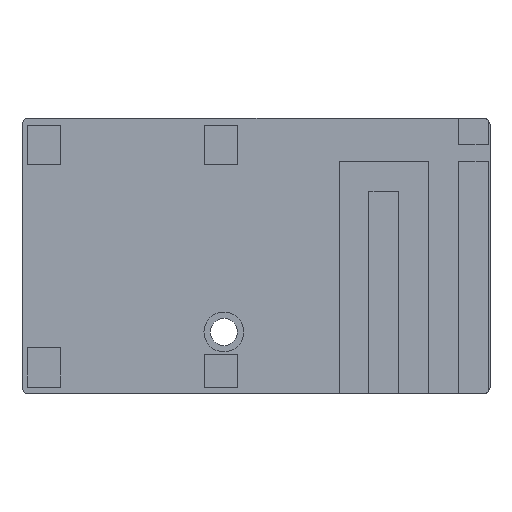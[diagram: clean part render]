
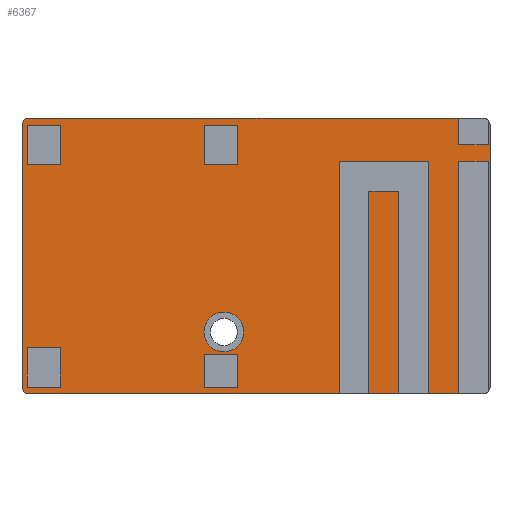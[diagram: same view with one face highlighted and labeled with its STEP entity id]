
A CAD part, front view. The second image highlights one B-rep face of the part: STEP entity #6367.
In plain terms, the highlighted planar face has unit normal (0, -1, 0).
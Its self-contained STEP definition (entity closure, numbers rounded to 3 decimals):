
#99 = AXIS2_PLACEMENT_3D ( 'NONE', #28593, #28801, #23934 ) ;
#161 = DIRECTION ( 'NONE',  ( 0., 0., -1. ) ) ;
#210 = VERTEX_POINT ( 'NONE', #14472 ) ;
#289 = DIRECTION ( 'NONE',  ( 0., 0., -1. ) ) ;
#603 = AXIS2_PLACEMENT_3D ( 'NONE', #11778, #4588, #289 ) ;
#781 = CARTESIAN_POINT ( 'NONE',  ( 41.412, -2., -92.376 ) ) ;
#1170 = EDGE_CURVE ( 'NONE', #210, #13068, #3871, .T. ) ;
#1756 = AXIS2_PLACEMENT_3D ( 'NONE', #17065, #14844, #17252 ) ;
#1775 = CIRCLE ( 'NONE', #603, 0.2 ) ;
#2151 = DIRECTION ( 'NONE',  ( 0., 0., 1. ) ) ;
#2458 = EDGE_CURVE ( 'NONE', #6535, #29471, #25136, .T. ) ;
#2981 = DIRECTION ( 'NONE',  ( 0., 0., -1. ) ) ;
#3567 = FACE_BOUND ( 'NONE', #28759, .T. ) ;
#3626 = DIRECTION ( 'NONE',  ( 0., 0., -1. ) ) ;
#3871 = CIRCLE ( 'NONE', #26910, 0.6 ) ;
#4295 = EDGE_CURVE ( 'NONE', #13068, #210, #13498, .T. ) ;
#4307 = DIRECTION ( 'NONE',  ( -1., 0., 0. ) ) ;
#4588 = DIRECTION ( 'NONE',  ( 0., 1., 0. ) ) ;
#4735 = ORIENTED_EDGE ( 'NONE', *, *, #5099, .F. ) ;
#5073 = CARTESIAN_POINT ( 'NONE',  ( 33.572, -2., -90.515 ) ) ;
#5099 = EDGE_CURVE ( 'NONE', #19702, #29238, #9422, .T. ) ;
#5277 = CARTESIAN_POINT ( 'NONE',  ( 41.591, -2., -84.255 ) ) ;
#5846 = CARTESIAN_POINT ( 'NONE',  ( 0., -2., 0. ) ) ;
#6367 = ADVANCED_FACE ( 'NONE', ( #3567, #27477 ), #24363, .T. ) ;
#6535 = VERTEX_POINT ( 'NONE', #22540 ) ;
#6576 = DIRECTION ( 'NONE',  ( 0., 0., -1. ) ) ;
#7290 = CARTESIAN_POINT ( 'NONE',  ( 27.491, -2., -84.255 ) ) ;
#8006 = VERTEX_POINT ( 'NONE', #5277 ) ;
#9241 = EDGE_CURVE ( 'NONE', #18832, #29238, #15834, .T. ) ;
#9380 = ORIENTED_EDGE ( 'NONE', *, *, #25119, .F. ) ;
#9422 = CIRCLE ( 'NONE', #19474, 0.2 ) ;
#9888 = DIRECTION ( 'NONE',  ( 1., 0., 0. ) ) ;
#9984 = CARTESIAN_POINT ( 'NONE',  ( 27.491, -2., -84.076 ) ) ;
#10519 = DIRECTION ( 'NONE',  ( 0., -1., 0. ) ) ;
#11303 = CARTESIAN_POINT ( 'NONE',  ( 41.591, -2., -92.376 ) ) ;
#11759 = DIRECTION ( 'NONE',  ( 0., -1., 0. ) ) ;
#11778 = CARTESIAN_POINT ( 'NONE',  ( 27.69, -2., -92.177 ) ) ;
#11943 = ORIENTED_EDGE ( 'NONE', *, *, #9241, .T. ) ;
#12357 = ORIENTED_EDGE ( 'NONE', *, *, #18308, .T. ) ;
#12428 = EDGE_CURVE ( 'NONE', #6535, #8006, #25090, .T. ) ;
#13068 = VERTEX_POINT ( 'NONE', #26276 ) ;
#13073 = LINE ( 'NONE', #28687, #23515 ) ;
#13429 = VECTOR ( 'NONE', #28283, 1000. ) ;
#13498 = CIRCLE ( 'NONE', #15580, 0.6 ) ;
#14472 = CARTESIAN_POINT ( 'NONE',  ( 33.572, -2., -89.915 ) ) ;
#14844 = DIRECTION ( 'NONE',  ( 0., 1., 0. ) ) ;
#15580 = AXIS2_PLACEMENT_3D ( 'NONE', #27870, #27766, #2981 ) ;
#15674 = AXIS2_PLACEMENT_3D ( 'NONE', #5846, #10519, #3626 ) ;
#15834 = LINE ( 'NONE', #17942, #17254 ) ;
#16112 = CARTESIAN_POINT ( 'NONE',  ( 41.412, -2., -84.076 ) ) ;
#16893 = CARTESIAN_POINT ( 'NONE',  ( 27.67, -2., -84.076 ) ) ;
#17065 = CARTESIAN_POINT ( 'NONE',  ( 41.392, -2., -84.275 ) ) ;
#17252 = DIRECTION ( 'NONE',  ( 0., 0., -1. ) ) ;
#17254 = VECTOR ( 'NONE', #4307, 1000. ) ;
#17828 = ORIENTED_EDGE ( 'NONE', *, *, #18384, .T. ) ;
#17942 = CARTESIAN_POINT ( 'NONE',  ( 41.591, -2., -84.076 ) ) ;
#18308 = EDGE_CURVE ( 'NONE', #19702, #18849, #28971, .T. ) ;
#18384 = EDGE_CURVE ( 'NONE', #22726, #29471, #13073, .T. ) ;
#18832 = VERTEX_POINT ( 'NONE', #16112 ) ;
#18849 = VERTEX_POINT ( 'NONE', #20652 ) ;
#19382 = EDGE_CURVE ( 'NONE', #18832, #8006, #26043, .T. ) ;
#19474 = AXIS2_PLACEMENT_3D ( 'NONE', #23135, #25091, #6576 ) ;
#19702 = VERTEX_POINT ( 'NONE', #7290 ) ;
#20652 = CARTESIAN_POINT ( 'NONE',  ( 27.491, -2., -92.197 ) ) ;
#22540 = CARTESIAN_POINT ( 'NONE',  ( 41.591, -2., -92.197 ) ) ;
#22609 = ORIENTED_EDGE ( 'NONE', *, *, #1170, .F. ) ;
#22726 = VERTEX_POINT ( 'NONE', #26429 ) ;
#23135 = CARTESIAN_POINT ( 'NONE',  ( 27.69, -2., -84.275 ) ) ;
#23515 = VECTOR ( 'NONE', #9888, 1000. ) ;
#23827 = EDGE_LOOP ( 'NONE', ( #29068, #25402, #27554, #11943, #4735, #12357, #9380, #17828 ) ) ;
#23934 = DIRECTION ( 'NONE',  ( 0., 0., -1. ) ) ;
#24363 = PLANE ( 'NONE',  #15674 ) ;
#25090 = LINE ( 'NONE', #11303, #26185 ) ;
#25091 = DIRECTION ( 'NONE',  ( 0., 1., 0. ) ) ;
#25119 = EDGE_CURVE ( 'NONE', #22726, #18849, #1775, .T. ) ;
#25136 = CIRCLE ( 'NONE', #99, 0.2 ) ;
#25402 = ORIENTED_EDGE ( 'NONE', *, *, #12428, .T. ) ;
#26043 = CIRCLE ( 'NONE', #1756, 0.2 ) ;
#26185 = VECTOR ( 'NONE', #2151, 1000. ) ;
#26276 = CARTESIAN_POINT ( 'NONE',  ( 33.572, -2., -91.115 ) ) ;
#26429 = CARTESIAN_POINT ( 'NONE',  ( 27.67, -2., -92.376 ) ) ;
#26910 = AXIS2_PLACEMENT_3D ( 'NONE', #5073, #11759, #161 ) ;
#27477 = FACE_OUTER_BOUND ( 'NONE', #23827, .T. ) ;
#27554 = ORIENTED_EDGE ( 'NONE', *, *, #19382, .F. ) ;
#27766 = DIRECTION ( 'NONE',  ( 0., -1., 0. ) ) ;
#27870 = CARTESIAN_POINT ( 'NONE',  ( 33.572, -2., -90.515 ) ) ;
#28023 = ORIENTED_EDGE ( 'NONE', *, *, #4295, .F. ) ;
#28283 = DIRECTION ( 'NONE',  ( 0., 0., -1. ) ) ;
#28593 = CARTESIAN_POINT ( 'NONE',  ( 41.392, -2., -92.177 ) ) ;
#28687 = CARTESIAN_POINT ( 'NONE',  ( 27.491, -2., -92.376 ) ) ;
#28759 = EDGE_LOOP ( 'NONE', ( #28023, #22609 ) ) ;
#28801 = DIRECTION ( 'NONE',  ( 0., 1., 0. ) ) ;
#28971 = LINE ( 'NONE', #9984, #13429 ) ;
#29068 = ORIENTED_EDGE ( 'NONE', *, *, #2458, .F. ) ;
#29238 = VERTEX_POINT ( 'NONE', #16893 ) ;
#29471 = VERTEX_POINT ( 'NONE', #781 ) ;
